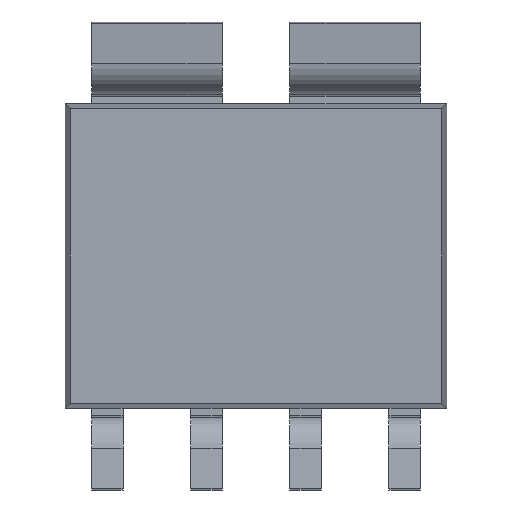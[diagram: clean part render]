
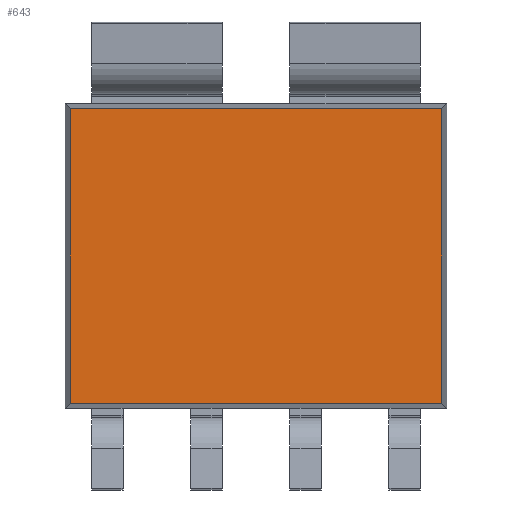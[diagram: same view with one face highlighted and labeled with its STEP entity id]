
A CAD part, front view. The second image highlights one B-rep face of the part: STEP entity #643.
In plain terms, the highlighted planar face has unit normal (0, -1, 0).
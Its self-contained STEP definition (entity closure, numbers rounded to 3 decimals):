
#123 = CARTESIAN_POINT ( 'NONE',  ( -2.381, -0.735, -1.886 ) ) ;
#524 = LINE ( 'NONE', #3929, #2847 ) ;
#550 = ORIENTED_EDGE ( 'NONE', *, *, #2189, .F. ) ;
#637 = CARTESIAN_POINT ( 'NONE',  ( 2.381, -0.735, 1.886 ) ) ;
#643 = ADVANCED_FACE ( 'NONE', ( #1474 ), #3708, .F. ) ;
#734 = VERTEX_POINT ( 'NONE', #637 ) ;
#903 = ORIENTED_EDGE ( 'NONE', *, *, #2781, .F. ) ;
#910 = VECTOR ( 'NONE', #1036, 1000. ) ;
#1036 = DIRECTION ( 'NONE',  ( 0., 0., -1. ) ) ;
#1042 = LINE ( 'NONE', #3288, #3175 ) ;
#1139 = ORIENTED_EDGE ( 'NONE', *, *, #2967, .F. ) ;
#1245 = VERTEX_POINT ( 'NONE', #3765 ) ;
#1257 = DIRECTION ( 'NONE',  ( 0., 0., 1. ) ) ;
#1417 = DIRECTION ( 'NONE',  ( -1., 0., 0. ) ) ;
#1474 = FACE_OUTER_BOUND ( 'NONE', #3204, .T. ) ;
#1515 = EDGE_CURVE ( 'NONE', #1245, #2962, #524, .T. ) ;
#1747 = DIRECTION ( 'NONE',  ( 0., 0., 1. ) ) ;
#2017 = AXIS2_PLACEMENT_3D ( 'NONE', #2732, #3322, #1747 ) ;
#2112 = VECTOR ( 'NONE', #1257, 1000. ) ;
#2189 = EDGE_CURVE ( 'NONE', #2962, #3655, #3747, .T. ) ;
#2530 = CARTESIAN_POINT ( 'NONE',  ( -2.381, -0.735, 0. ) ) ;
#2602 = LINE ( 'NONE', #3847, #910 ) ;
#2732 = CARTESIAN_POINT ( 'NONE',  ( 0., -0.735, 0. ) ) ;
#2745 = ORIENTED_EDGE ( 'NONE', *, *, #1515, .F. ) ;
#2781 = EDGE_CURVE ( 'NONE', #3655, #734, #1042, .T. ) ;
#2847 = VECTOR ( 'NONE', #1417, 1000. ) ;
#2962 = VERTEX_POINT ( 'NONE', #123 ) ;
#2967 = EDGE_CURVE ( 'NONE', #734, #1245, #2602, .T. ) ;
#3175 = VECTOR ( 'NONE', #3894, 1000. ) ;
#3204 = EDGE_LOOP ( 'NONE', ( #1139, #903, #550, #2745 ) ) ;
#3288 = CARTESIAN_POINT ( 'NONE',  ( 0., -0.735, 1.886 ) ) ;
#3322 = DIRECTION ( 'NONE',  ( 0., 1., 0. ) ) ;
#3655 = VERTEX_POINT ( 'NONE', #3940 ) ;
#3708 = PLANE ( 'NONE',  #2017 ) ;
#3747 = LINE ( 'NONE', #2530, #2112 ) ;
#3765 = CARTESIAN_POINT ( 'NONE',  ( 2.381, -0.735, -1.886 ) ) ;
#3847 = CARTESIAN_POINT ( 'NONE',  ( 2.381, -0.735, 0. ) ) ;
#3894 = DIRECTION ( 'NONE',  ( 1., 0., 0. ) ) ;
#3929 = CARTESIAN_POINT ( 'NONE',  ( 0., -0.735, -1.886 ) ) ;
#3940 = CARTESIAN_POINT ( 'NONE',  ( -2.381, -0.735, 1.886 ) ) ;
